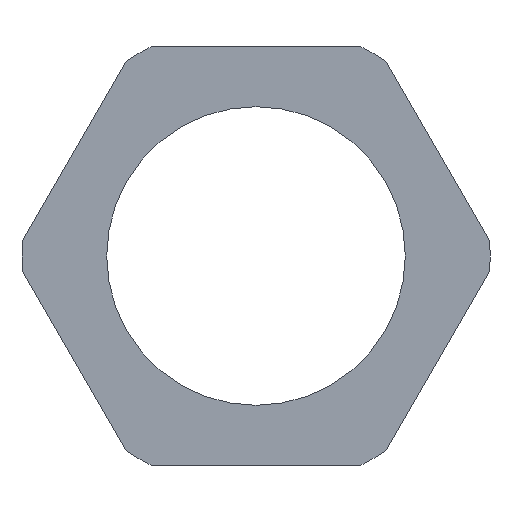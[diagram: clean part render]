
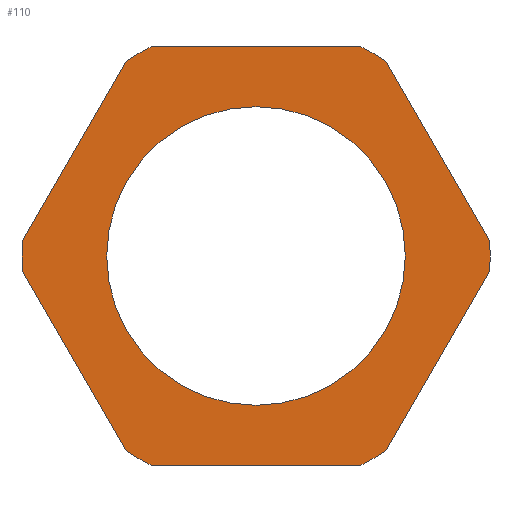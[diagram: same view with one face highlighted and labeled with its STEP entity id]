
A CAD part, front view. The second image highlights one B-rep face of the part: STEP entity #110.
In plain terms, the highlighted planar face has unit normal (0, -1, 0).
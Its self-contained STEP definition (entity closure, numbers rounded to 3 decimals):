
#9 = EDGE_CURVE ( 'NONE', #172, #301, #281, .T. ) ;
#11 = CARTESIAN_POINT ( 'NONE',  ( 0., -3., 0. ) ) ;
#19 = CARTESIAN_POINT ( 'NONE',  ( 0., -3., 0. ) ) ;
#22 = DIRECTION ( 'NONE',  ( 0., 0., 1. ) ) ;
#23 = DIRECTION ( 'NONE',  ( 0., 1., 0. ) ) ;
#24 = VERTEX_POINT ( 'NONE', #441 ) ;
#32 = CARTESIAN_POINT ( 'NONE',  ( 8.047, -3., -12.062 ) ) ;
#35 = EDGE_CURVE ( 'NONE', #469, #376, #227, .T. ) ;
#36 = CARTESIAN_POINT ( 'NONE',  ( 7.506, -3., -13. ) ) ;
#44 = VERTEX_POINT ( 'NONE', #311 ) ;
#47 = LINE ( 'NONE', #167, #118 ) ;
#62 = DIRECTION ( 'NONE',  ( -0.5, 0., -0.866 ) ) ;
#66 = VERTEX_POINT ( 'NONE', #108 ) ;
#73 = FACE_BOUND ( 'NONE', #165, .T. ) ;
#85 = VECTOR ( 'NONE', #445, 1000. ) ;
#86 = EDGE_CURVE ( 'NONE', #44, #369, #279, .T. ) ;
#87 = ORIENTED_EDGE ( 'NONE', *, *, #270, .F. ) ;
#99 = DIRECTION ( 'NONE',  ( 0., -1., 0. ) ) ;
#108 = CARTESIAN_POINT ( 'NONE',  ( 0., -3., 9.25 ) ) ;
#109 = DIRECTION ( 'NONE',  ( 0.5, 0., 0.866 ) ) ;
#110 = ADVANCED_FACE ( 'NONE', ( #73, #415 ), #538, .F. ) ;
#113 = ORIENTED_EDGE ( 'NONE', *, *, #340, .F. ) ;
#118 = VECTOR ( 'NONE', #295, 1000. ) ;
#121 = VECTOR ( 'NONE', #109, 1000. ) ;
#128 = CARTESIAN_POINT ( 'NONE',  ( 0., -3., 0. ) ) ;
#130 = AXIS2_PLACEMENT_3D ( 'NONE', #11, #254, #521 ) ;
#133 = ORIENTED_EDGE ( 'NONE', *, *, #316, .T. ) ;
#135 = EDGE_CURVE ( 'NONE', #24, #423, #47, .T. ) ;
#137 = CIRCLE ( 'NONE', #512, 14.5 ) ;
#141 = ORIENTED_EDGE ( 'NONE', *, *, #86, .T. ) ;
#143 = CARTESIAN_POINT ( 'NONE',  ( 6.423, -3., 13. ) ) ;
#147 = EDGE_CURVE ( 'NONE', #213, #301, #267, .T. ) ;
#151 = ORIENTED_EDGE ( 'NONE', *, *, #9, .F. ) ;
#163 = EDGE_CURVE ( 'NONE', #172, #423, #435, .T. ) ;
#165 = EDGE_LOOP ( 'NONE', ( #413, #387 ) ) ;
#167 = CARTESIAN_POINT ( 'NONE',  ( -7.506, -3., -13. ) ) ;
#172 = VERTEX_POINT ( 'NONE', #480 ) ;
#177 = CARTESIAN_POINT ( 'NONE',  ( 8.047, -3., 12.062 ) ) ;
#189 = AXIS2_PLACEMENT_3D ( 'NONE', #368, #250, #22 ) ;
#191 = DIRECTION ( 'NONE',  ( 0., 0., 1. ) ) ;
#192 = LINE ( 'NONE', #222, #348 ) ;
#194 = DIRECTION ( 'NONE',  ( 0., -1., 0. ) ) ;
#195 = DIRECTION ( 'NONE',  ( 0., 0., 1. ) ) ;
#202 = DIRECTION ( 'NONE',  ( 0., 0., 1. ) ) ;
#203 = CARTESIAN_POINT ( 'NONE',  ( 0., -3., 0. ) ) ;
#205 = CARTESIAN_POINT ( 'NONE',  ( -8.047, -3., 12.062 ) ) ;
#206 = CIRCLE ( 'NONE', #130, 9.25 ) ;
#211 = CIRCLE ( 'NONE', #307, 14.5 ) ;
#213 = VERTEX_POINT ( 'NONE', #547 ) ;
#215 = CARTESIAN_POINT ( 'NONE',  ( 6.423, -3., -13. ) ) ;
#222 = CARTESIAN_POINT ( 'NONE',  ( -7.506, -3., 13. ) ) ;
#227 = CIRCLE ( 'NONE', #266, 14.5 ) ;
#244 = VERTEX_POINT ( 'NONE', #399 ) ;
#250 = DIRECTION ( 'NONE',  ( 0., -1., 0. ) ) ;
#254 = DIRECTION ( 'NONE',  ( 0., 1., 0. ) ) ;
#257 = CIRCLE ( 'NONE', #526, 9.25 ) ;
#261 = EDGE_LOOP ( 'NONE', ( #391, #151, #550, #325, #133, #113, #308, #87, #141, #411, #483, #269 ) ) ;
#262 = DIRECTION ( 'NONE',  ( 0., 0., 1. ) ) ;
#266 = AXIS2_PLACEMENT_3D ( 'NONE', #203, #343, #482 ) ;
#267 = CIRCLE ( 'NONE', #452, 14.5 ) ;
#269 = ORIENTED_EDGE ( 'NONE', *, *, #355, .F. ) ;
#270 = EDGE_CURVE ( 'NONE', #44, #275, #493, .T. ) ;
#271 = CARTESIAN_POINT ( 'NONE',  ( 0., -3., 0. ) ) ;
#275 = VERTEX_POINT ( 'NONE', #32 ) ;
#279 = CIRCLE ( 'NONE', #189, 14.5 ) ;
#281 = LINE ( 'NONE', #284, #121 ) ;
#282 = LINE ( 'NONE', #494, #546 ) ;
#283 = EDGE_CURVE ( 'NONE', #541, #275, #211, .T. ) ;
#284 = CARTESIAN_POINT ( 'NONE',  ( -15.011, -3., 0. ) ) ;
#295 = DIRECTION ( 'NONE',  ( -0.5, 0., 0.866 ) ) ;
#301 = VERTEX_POINT ( 'NONE', #205 ) ;
#307 = AXIS2_PLACEMENT_3D ( 'NONE', #128, #99, #195 ) ;
#308 = ORIENTED_EDGE ( 'NONE', *, *, #283, .T. ) ;
#309 = CARTESIAN_POINT ( 'NONE',  ( 0., -3., 0. ) ) ;
#311 = CARTESIAN_POINT ( 'NONE',  ( 14.47, -3., -0.938 ) ) ;
#313 = DIRECTION ( 'NONE',  ( 1., 0., 0. ) ) ;
#316 = EDGE_CURVE ( 'NONE', #24, #334, #137, .T. ) ;
#325 = ORIENTED_EDGE ( 'NONE', *, *, #135, .F. ) ;
#334 = VERTEX_POINT ( 'NONE', #551 ) ;
#337 = EDGE_CURVE ( 'NONE', #469, #369, #282, .T. ) ;
#340 = EDGE_CURVE ( 'NONE', #541, #334, #502, .T. ) ;
#343 = DIRECTION ( 'NONE',  ( 0., -1., 0. ) ) ;
#348 = VECTOR ( 'NONE', #313, 1000. ) ;
#350 = CARTESIAN_POINT ( 'NONE',  ( -14.47, -3., -0.938 ) ) ;
#355 = EDGE_CURVE ( 'NONE', #213, #376, #192, .T. ) ;
#363 = AXIS2_PLACEMENT_3D ( 'NONE', #19, #417, #419 ) ;
#368 = CARTESIAN_POINT ( 'NONE',  ( 0., -3., 0. ) ) ;
#369 = VERTEX_POINT ( 'NONE', #397 ) ;
#376 = VERTEX_POINT ( 'NONE', #143 ) ;
#382 = EDGE_CURVE ( 'NONE', #244, #66, #257, .T. ) ;
#387 = ORIENTED_EDGE ( 'NONE', *, *, #382, .T. ) ;
#391 = ORIENTED_EDGE ( 'NONE', *, *, #147, .T. ) ;
#397 = CARTESIAN_POINT ( 'NONE',  ( 14.47, -3., 0.938 ) ) ;
#399 = CARTESIAN_POINT ( 'NONE',  ( 0., -3., -9.25 ) ) ;
#401 = CARTESIAN_POINT ( 'NONE',  ( 15.011, -3., 0. ) ) ;
#405 = CARTESIAN_POINT ( 'NONE',  ( 0., -3., 0. ) ) ;
#411 = ORIENTED_EDGE ( 'NONE', *, *, #337, .F. ) ;
#413 = ORIENTED_EDGE ( 'NONE', *, *, #489, .T. ) ;
#415 = FACE_OUTER_BOUND ( 'NONE', #261, .T. ) ;
#417 = DIRECTION ( 'NONE',  ( 0., 1., 0. ) ) ;
#419 = DIRECTION ( 'NONE',  ( 0., 0., 1. ) ) ;
#423 = VERTEX_POINT ( 'NONE', #350 ) ;
#435 = CIRCLE ( 'NONE', #486, 14.5 ) ;
#436 = DIRECTION ( 'NONE',  ( 0.5, 0., -0.866 ) ) ;
#441 = CARTESIAN_POINT ( 'NONE',  ( -8.047, -3., -12.062 ) ) ;
#445 = DIRECTION ( 'NONE',  ( -1., 0., 0. ) ) ;
#452 = AXIS2_PLACEMENT_3D ( 'NONE', #513, #552, #202 ) ;
#465 = DIRECTION ( 'NONE',  ( 0., 0., 1. ) ) ;
#469 = VERTEX_POINT ( 'NONE', #177 ) ;
#480 = CARTESIAN_POINT ( 'NONE',  ( -14.47, -3., 0.938 ) ) ;
#482 = DIRECTION ( 'NONE',  ( 0., 0., 1. ) ) ;
#483 = ORIENTED_EDGE ( 'NONE', *, *, #35, .T. ) ;
#486 = AXIS2_PLACEMENT_3D ( 'NONE', #405, #537, #465 ) ;
#489 = EDGE_CURVE ( 'NONE', #66, #244, #206, .T. ) ;
#493 = LINE ( 'NONE', #401, #539 ) ;
#494 = CARTESIAN_POINT ( 'NONE',  ( 7.506, -3., 13. ) ) ;
#502 = LINE ( 'NONE', #36, #85 ) ;
#512 = AXIS2_PLACEMENT_3D ( 'NONE', #271, #194, #191 ) ;
#513 = CARTESIAN_POINT ( 'NONE',  ( 0., -3., 0. ) ) ;
#521 = DIRECTION ( 'NONE',  ( 0., 0., 1. ) ) ;
#526 = AXIS2_PLACEMENT_3D ( 'NONE', #309, #23, #262 ) ;
#537 = DIRECTION ( 'NONE',  ( 0., -1., 0. ) ) ;
#538 = PLANE ( 'NONE',  #363 ) ;
#539 = VECTOR ( 'NONE', #62, 1000. ) ;
#541 = VERTEX_POINT ( 'NONE', #215 ) ;
#546 = VECTOR ( 'NONE', #436, 1000. ) ;
#547 = CARTESIAN_POINT ( 'NONE',  ( -6.423, -3., 13. ) ) ;
#550 = ORIENTED_EDGE ( 'NONE', *, *, #163, .T. ) ;
#551 = CARTESIAN_POINT ( 'NONE',  ( -6.423, -3., -13. ) ) ;
#552 = DIRECTION ( 'NONE',  ( 0., -1., 0. ) ) ;
